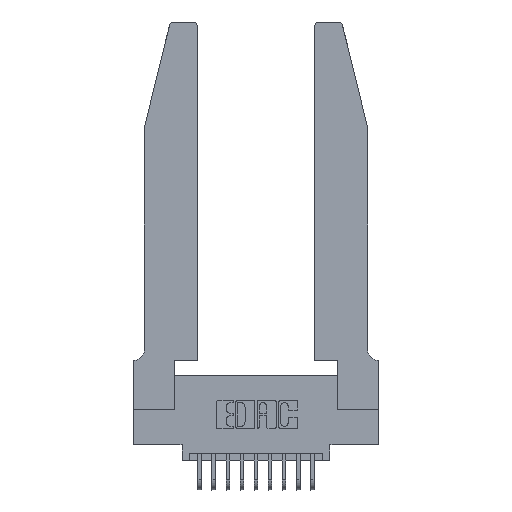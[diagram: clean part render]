
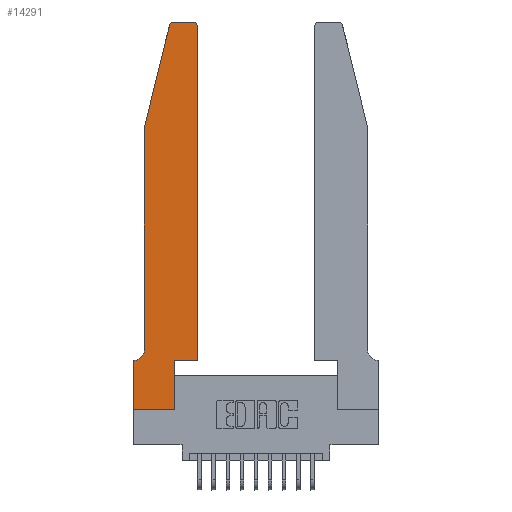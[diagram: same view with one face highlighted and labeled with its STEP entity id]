
A CAD part, top view. The second image highlights one B-rep face of the part: STEP entity #14291.
In plain terms, the highlighted planar face has unit normal (0, 0, 1).
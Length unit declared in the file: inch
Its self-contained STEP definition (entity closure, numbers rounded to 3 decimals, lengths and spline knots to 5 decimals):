
#538 = VECTOR ( 'NONE', #13876, 39.37008 ) ;
#623 = VERTEX_POINT ( 'NONE', #14155 ) ;
#836 = CARTESIAN_POINT ( 'NONE',  ( 0.2865, 0., 0.37 ) ) ;
#992 = CARTESIAN_POINT ( 'NONE',  ( 0.0755, 2., 0.37 ) ) ;
#996 = ORIENTED_EDGE ( 'NONE', *, *, #1460, .T. ) ;
#1304 = CARTESIAN_POINT ( 'NONE',  ( 0., 0.35, 0.37 ) ) ;
#1350 = DIRECTION ( 'NONE',  ( -1., 0., 0. ) ) ;
#1460 = EDGE_CURVE ( 'NONE', #2268, #10083, #11181, .T. ) ;
#1526 = ORIENTED_EDGE ( 'NONE', *, *, #10784, .T. ) ;
#1600 = EDGE_CURVE ( 'NONE', #6723, #4958, #1918, .T. ) ;
#1746 = EDGE_CURVE ( 'NONE', #623, #12876, #14022, .T. ) ;
#1881 = VERTEX_POINT ( 'NONE', #3658 ) ;
#1918 = CIRCLE ( 'NONE', #4993, 0.07 ) ;
#2021 = ORIENTED_EDGE ( 'NONE', *, *, #1746, .T. ) ;
#2268 = VERTEX_POINT ( 'NONE', #836 ) ;
#2483 = VECTOR ( 'NONE', #1350, 39.37008 ) ;
#2889 = DIRECTION ( 'NONE',  ( 1., 0., 0. ) ) ;
#3194 = VECTOR ( 'NONE', #16187, 39.37008 ) ;
#3597 = VERTEX_POINT ( 'NONE', #6892 ) ;
#3658 = CARTESIAN_POINT ( 'NONE',  ( 0.25487, 2.72718, 0.37 ) ) ;
#3725 = CARTESIAN_POINT ( 'NONE',  ( 0.0055, 0.35, 0.37 ) ) ;
#3912 = CIRCLE ( 'NONE', #6704, 0.03 ) ;
#4133 = VECTOR ( 'NONE', #16581, 39.37008 ) ;
#4181 = ORIENTED_EDGE ( 'NONE', *, *, #1600, .T. ) ;
#4234 = LINE ( 'NONE', #5876, #538 ) ;
#4473 = VECTOR ( 'NONE', #12243, 39.37008 ) ;
#4759 = LINE ( 'NONE', #9204, #14638 ) ;
#4958 = VERTEX_POINT ( 'NONE', #3725 ) ;
#4993 = AXIS2_PLACEMENT_3D ( 'NONE', #11597, #10776, #8451 ) ;
#5876 = CARTESIAN_POINT ( 'NONE',  ( 0., 0., 0.37 ) ) ;
#6012 = CARTESIAN_POINT ( 'NONE',  ( 0.0755, 2., 0.37 ) ) ;
#6522 = VERTEX_POINT ( 'NONE', #6012 ) ;
#6704 = AXIS2_PLACEMENT_3D ( 'NONE', #16282, #8439, #17635 ) ;
#6723 = VERTEX_POINT ( 'NONE', #15708 ) ;
#6892 = CARTESIAN_POINT ( 'NONE',  ( 0.4505, 0.35, 0.37 ) ) ;
#6972 = CARTESIAN_POINT ( 'NONE',  ( 0., 0., 0.37 ) ) ;
#7080 = ORIENTED_EDGE ( 'NONE', *, *, #16554, .T. ) ;
#7353 = EDGE_CURVE ( 'NONE', #6522, #6723, #17362, .T. ) ;
#7654 = VECTOR ( 'NONE', #9034, 39.37008 ) ;
#7801 = LINE ( 'NONE', #13526, #4473 ) ;
#7838 = DIRECTION ( 'NONE',  ( 1., 0., 0. ) ) ;
#7954 = ORIENTED_EDGE ( 'NONE', *, *, #9131, .T. ) ;
#8378 = ORIENTED_EDGE ( 'NONE', *, *, #17986, .T. ) ;
#8439 = DIRECTION ( 'NONE',  ( 0., 0., 1. ) ) ;
#8451 = DIRECTION ( 'NONE',  ( -1., 0., 0. ) ) ;
#8916 = CARTESIAN_POINT ( 'NONE',  ( 0.2865, 0.35, 0.37 ) ) ;
#9034 = DIRECTION ( 'NONE',  ( 0., 1., 0. ) ) ;
#9131 = EDGE_CURVE ( 'NONE', #4958, #11733, #9441, .T. ) ;
#9204 = CARTESIAN_POINT ( 'NONE',  ( 0., 0., 0.37 ) ) ;
#9441 = LINE ( 'NONE', #12431, #16384 ) ;
#9994 = LINE ( 'NONE', #12480, #2483 ) ;
#10083 = VERTEX_POINT ( 'NONE', #11106 ) ;
#10641 = CARTESIAN_POINT ( 'NONE',  ( 0.4205, 2.75, 0.37 ) ) ;
#10757 = CARTESIAN_POINT ( 'NONE',  ( 0., 0.35, 0.37 ) ) ;
#10776 = DIRECTION ( 'NONE',  ( 0., 0., -1. ) ) ;
#10784 = EDGE_CURVE ( 'NONE', #3597, #623, #15311, .T. ) ;
#11044 = ORIENTED_EDGE ( 'NONE', *, *, #13522, .T. ) ;
#11106 = CARTESIAN_POINT ( 'NONE',  ( 0.2865, 0.35, 0.37 ) ) ;
#11181 = LINE ( 'NONE', #8916, #7654 ) ;
#11240 = DIRECTION ( 'NONE',  ( 0., 0., 1. ) ) ;
#11439 = VECTOR ( 'NONE', #11890, 39.37008 ) ;
#11459 = ORIENTED_EDGE ( 'NONE', *, *, #13725, .T. ) ;
#11597 = CARTESIAN_POINT ( 'NONE',  ( 0.0055, 0.42, 0.37 ) ) ;
#11733 = VERTEX_POINT ( 'NONE', #10757 ) ;
#11890 = DIRECTION ( 'NONE',  ( 1., 0., 0. ) ) ;
#12243 = DIRECTION ( 'NONE',  ( -0.239, -0.971, 0. ) ) ;
#12298 = ORIENTED_EDGE ( 'NONE', *, *, #16288, .T. ) ;
#12431 = CARTESIAN_POINT ( 'NONE',  ( 0.0755, 0.35, 0.37 ) ) ;
#12480 = CARTESIAN_POINT ( 'NONE',  ( 0.2605, 2.75, 0.37 ) ) ;
#12876 = VERTEX_POINT ( 'NONE', #10641 ) ;
#13522 = EDGE_CURVE ( 'NONE', #1881, #6522, #7801, .T. ) ;
#13526 = CARTESIAN_POINT ( 'NONE',  ( 0.0755, 2., 0.37 ) ) ;
#13720 = DIRECTION ( 'NONE',  ( -1., 0., 0. ) ) ;
#13725 = EDGE_CURVE ( 'NONE', #11733, #14214, #4234, .T. ) ;
#13876 = DIRECTION ( 'NONE',  ( 0., -1., 0. ) ) ;
#14022 = CIRCLE ( 'NONE', #14865, 0.03 ) ;
#14155 = CARTESIAN_POINT ( 'NONE',  ( 0.4505, 2.72, 0.37 ) ) ;
#14214 = VERTEX_POINT ( 'NONE', #6972 ) ;
#14291 = ADVANCED_FACE ( 'NONE', ( #16403 ), #16439, .T. ) ;
#14349 = AXIS2_PLACEMENT_3D ( 'NONE', #1304, #11240, #2889 ) ;
#14452 = CARTESIAN_POINT ( 'NONE',  ( 0.4505, 0.35, 0.37 ) ) ;
#14516 = ORIENTED_EDGE ( 'NONE', *, *, #7353, .T. ) ;
#14638 = VECTOR ( 'NONE', #7838, 39.37008 ) ;
#14865 = AXIS2_PLACEMENT_3D ( 'NONE', #16141, #17796, #17800 ) ;
#14900 = LINE ( 'NONE', #14452, #11439 ) ;
#14963 = CARTESIAN_POINT ( 'NONE',  ( 0.284, 2.75, 0.37 ) ) ;
#15263 = CARTESIAN_POINT ( 'NONE',  ( 0.4505, 0.35, 0.37 ) ) ;
#15311 = LINE ( 'NONE', #15263, #4133 ) ;
#15412 = EDGE_LOOP ( 'NONE', ( #17189, #7080, #11044, #14516, #4181, #7954, #11459, #8378, #996, #12298, #1526, #2021 ) ) ;
#15708 = CARTESIAN_POINT ( 'NONE',  ( 0.0755, 0.42, 0.37 ) ) ;
#16141 = CARTESIAN_POINT ( 'NONE',  ( 0.4205, 2.72, 0.37 ) ) ;
#16162 = EDGE_CURVE ( 'NONE', #12876, #16555, #9994, .T. ) ;
#16187 = DIRECTION ( 'NONE',  ( 0., -1., 0. ) ) ;
#16282 = CARTESIAN_POINT ( 'NONE',  ( 0.284, 2.72, 0.37 ) ) ;
#16288 = EDGE_CURVE ( 'NONE', #10083, #3597, #14900, .T. ) ;
#16384 = VECTOR ( 'NONE', #13720, 39.37008 ) ;
#16403 = FACE_OUTER_BOUND ( 'NONE', #15412, .T. ) ;
#16439 = PLANE ( 'NONE',  #14349 ) ;
#16554 = EDGE_CURVE ( 'NONE', #16555, #1881, #3912, .T. ) ;
#16555 = VERTEX_POINT ( 'NONE', #14963 ) ;
#16581 = DIRECTION ( 'NONE',  ( 0., 1., 0. ) ) ;
#17189 = ORIENTED_EDGE ( 'NONE', *, *, #16162, .T. ) ;
#17362 = LINE ( 'NONE', #992, #3194 ) ;
#17635 = DIRECTION ( 'NONE',  ( 1., 0., 0. ) ) ;
#17796 = DIRECTION ( 'NONE',  ( 0., 0., 1. ) ) ;
#17800 = DIRECTION ( 'NONE',  ( 1., 0., 0. ) ) ;
#17986 = EDGE_CURVE ( 'NONE', #14214, #2268, #4759, .T. ) ;
